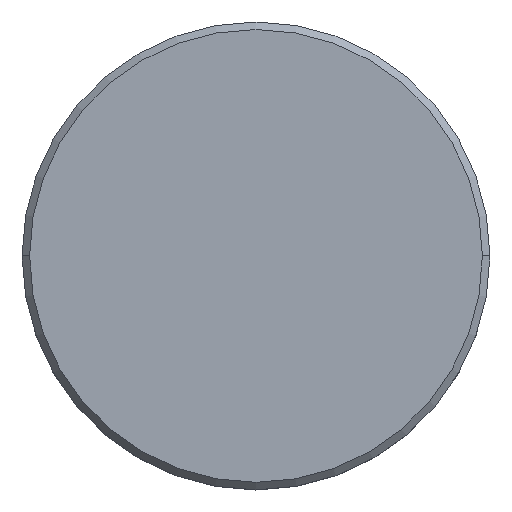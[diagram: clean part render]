
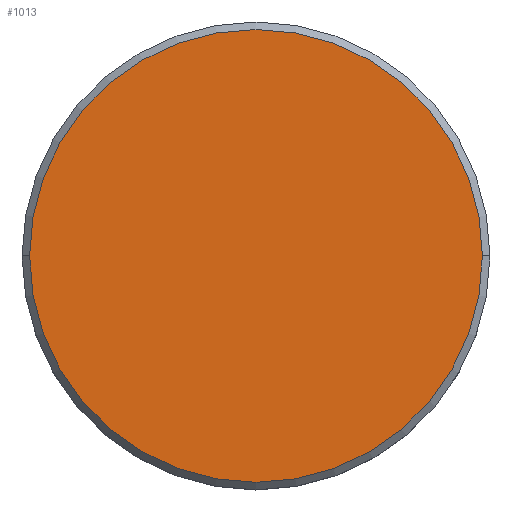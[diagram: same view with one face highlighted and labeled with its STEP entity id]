
A CAD part, top view. The second image highlights one B-rep face of the part: STEP entity #1013.
In plain terms, the highlighted planar face has unit normal (0, 0, 1).
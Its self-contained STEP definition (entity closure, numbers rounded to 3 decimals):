
#130 = DIRECTION ( 'NONE',  ( 0., 0., 1. ) ) ;
#141 = AXIS2_PLACEMENT_3D ( 'NONE', #229, #518, #329 ) ;
#148 = DIRECTION ( 'NONE',  ( 0., 0., 1. ) ) ;
#162 = CARTESIAN_POINT ( 'NONE',  ( 15., 0., 0. ) ) ;
#229 = CARTESIAN_POINT ( 'NONE',  ( 0., 0., 0. ) ) ;
#245 = ORIENTED_EDGE ( 'NONE', *, *, #948, .T. ) ;
#322 = DIRECTION ( 'NONE',  ( 1., 0., 0. ) ) ;
#326 = DIRECTION ( 'NONE',  ( 1., 0., 0. ) ) ;
#329 = DIRECTION ( 'NONE',  ( 1., 0., 0. ) ) ;
#332 = AXIS2_PLACEMENT_3D ( 'NONE', #694, #148, #322 ) ;
#389 = AXIS2_PLACEMENT_3D ( 'NONE', #1146, #130, #326 ) ;
#489 = CIRCLE ( 'NONE', #332, 15. ) ;
#512 = PLANE ( 'NONE',  #389 ) ;
#518 = DIRECTION ( 'NONE',  ( 0., 0., 1. ) ) ;
#525 = CARTESIAN_POINT ( 'NONE',  ( -15., 0., 0. ) ) ;
#542 = EDGE_LOOP ( 'NONE', ( #954, #245 ) ) ;
#640 = VERTEX_POINT ( 'NONE', #525 ) ;
#694 = CARTESIAN_POINT ( 'NONE',  ( 0., 0., 0. ) ) ;
#760 = VERTEX_POINT ( 'NONE', #162 ) ;
#765 = FACE_OUTER_BOUND ( 'NONE', #542, .T. ) ;
#907 = CIRCLE ( 'NONE', #141, 15. ) ;
#948 = EDGE_CURVE ( 'NONE', #760, #640, #489, .T. ) ;
#949 = EDGE_CURVE ( 'NONE', #640, #760, #907, .T. ) ;
#954 = ORIENTED_EDGE ( 'NONE', *, *, #949, .T. ) ;
#1013 = ADVANCED_FACE ( 'NONE', ( #765 ), #512, .T. ) ;
#1146 = CARTESIAN_POINT ( 'NONE',  ( 0., 0., 0. ) ) ;
